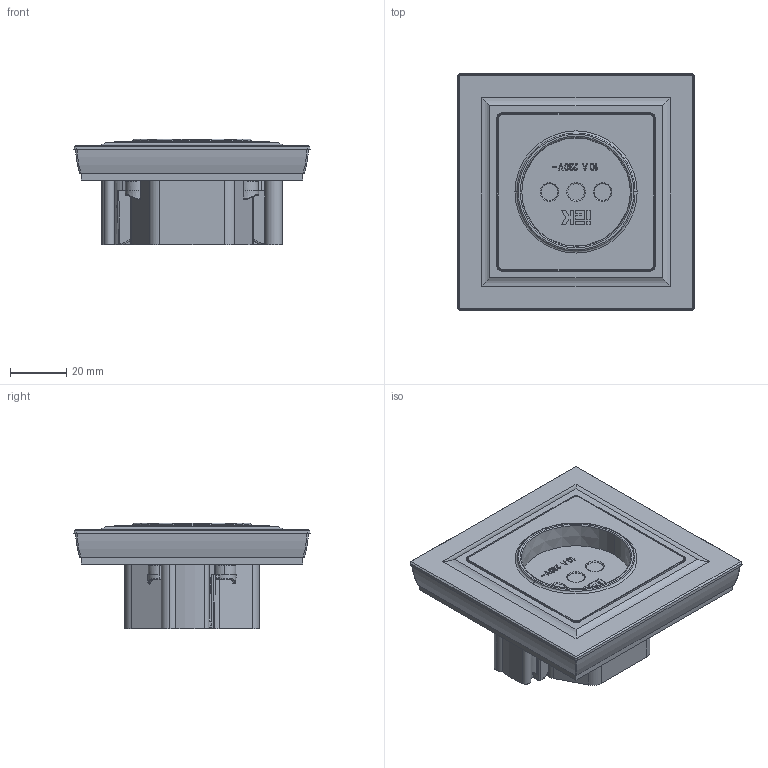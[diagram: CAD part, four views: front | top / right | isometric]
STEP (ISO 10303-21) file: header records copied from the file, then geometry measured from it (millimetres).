
FILE_DESCRIPTION (( 'STEP AP214' ), '1' );
FILE_NAME ('BRITE Ðîç. áåç ç ê ø 10À â ñá. ÐÑÐ10.STEP', '2025-04-08T12:33:12', ( '' ), ( '' ), 'SwSTEP 2.0', 'SolidWorks 2022', '' );
FILE_SCHEMA (( 'AUTOMOTIVE_DESIGN' ));
Length unit declared in the file: millimetre
Products named in the file (1): BRITE Роз. без з к ш 10А в сб. РСР10
Bounding box: 84.1 x 84.1 x 37.63 mm (x, y, z)
Volume: 125981 mm3; surface area: 35583.6 mm2
Topology: 1 solids, 3 shells, 480 faces, 1294 edges, 846 vertices
Faces by surface type: plane 258, cylinder 118, bspline 46, cone 27, torus 27, sphere 4
Entity records: 17179 total; most frequent: CARTESIAN_POINT 5536, ORIENTED_EDGE 2588, DIRECTION 2175, EDGE_CURVE 1294, VERTEX_POINT 846, LINE 741, VECTOR 741, AXIS2_PLACEMENT_3D 717
